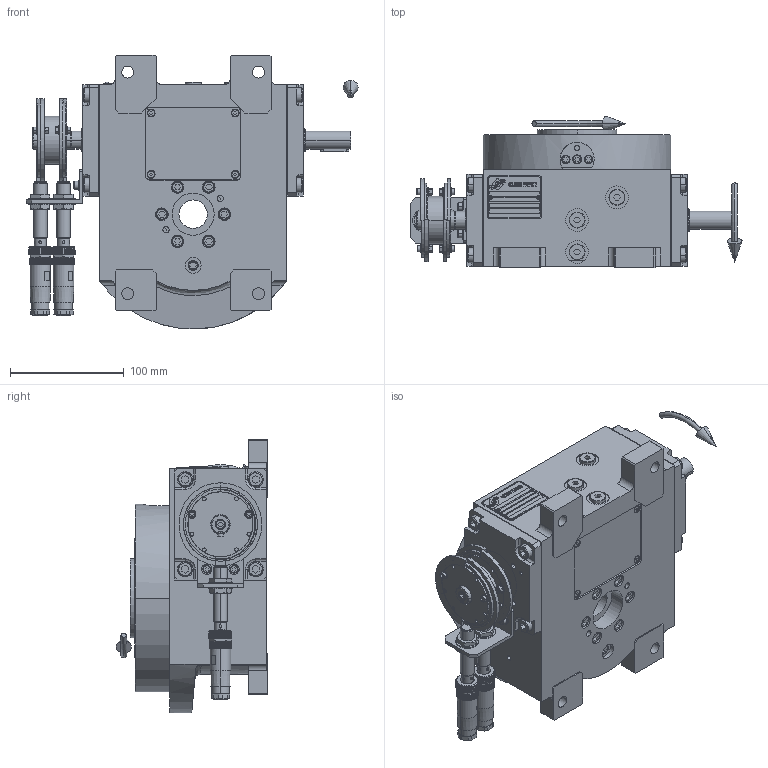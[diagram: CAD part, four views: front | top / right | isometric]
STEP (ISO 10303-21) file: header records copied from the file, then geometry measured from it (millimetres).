
FILE_DESCRIPTION (( 'STEP AP203' ), '1' );
FILE_NAME ('PC5200609.step', '2024-09-11T12:52:00', ( '' ), ( '' ), 'SwSTEP 2.0', 'SolidWorks 2020', '' );
FILE_SCHEMA (( 'CONFIG_CONTROL_DESIGN' ));
Length unit declared in the file: millimetre
Products named in the file (90): cfn2128_04_011; cfn2000_01_147; cfn2000_01_129; rig04_014_s_001; cfn2128_05_006; CFN2203_02_001.stp; AS_rig04_004; CFN2000_01_185.stp; cfn2055_01_002; CFN2010_01_006.stp; cfn2000_01_151; cfn2003_01_063; rig04_002_bc; cfn2401_02_005; rig04_003_6; 900_38_30_003; CFN2010_02_002.stp; freccia_angolare; rig04_004; cfn2104_01_016; rig04_007_master; cfn2115_01_001; RIG04_005_ASM.stp; 900_00_00_005; cfn2151_01_087; cfn2000_01_161; cfn2155_01_055; olio_agip_blasia_150; cfn2115_02_194; cfn2000_01_184; cfn2205_01_012; cfn2151_01_162; CFN2356_03_051.stp; RIG04_005_AF0.stp; AS_rig04_071_6_m; rig04_015; AS_rig04_002_bc; CFN2104_02_017.stp; PC5200609; cfn2276_01_065 ...
Assembly tree (83 placements, depth 5):
  CFN2203_02_001.stp
  CFN2010_01_006.stp
  rig04_007_master
  cfn2151_01_087
  olio_agip_blasia_150
Bounding box: 292 x 133 x 240.96 mm (x, y, z)
Volume: 1411343.2 mm3; surface area: 470109.3 mm2
Topology: 83 solids, 83 shells, 4603 faces, 11560 edges, 7326 vertices
Faces by surface type: plane 2207, cylinder 1529, cone 826, torus 34, sphere 6, bspline 1
Entity records: 116690 total; most frequent: CARTESIAN_POINT 24469, DIRECTION 17402, ORIENTED_EDGE 17052, EDGE_CURVE 8526, AXIS2_PLACEMENT_3D 6235, VERTEX_POINT 5469, LINE 4932, VECTOR 4932
